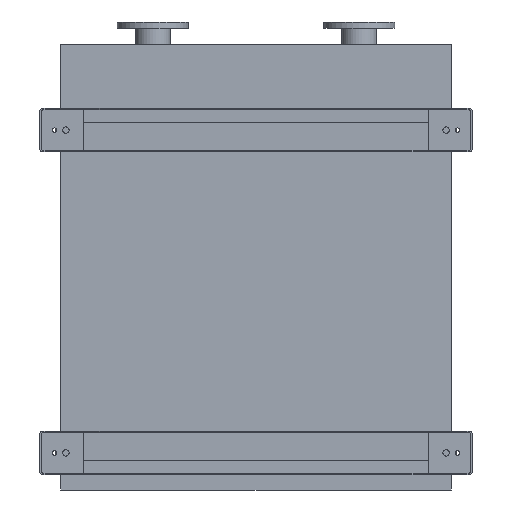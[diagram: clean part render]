
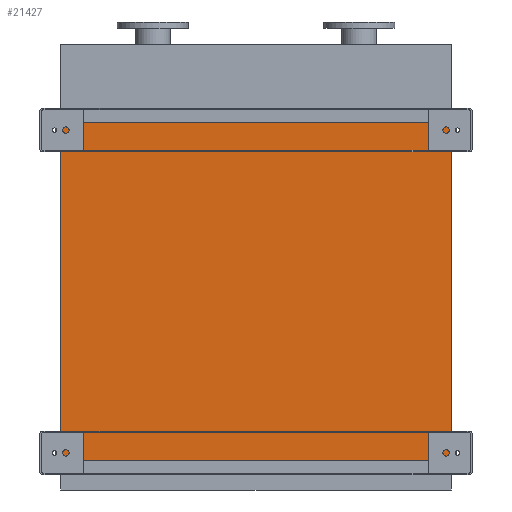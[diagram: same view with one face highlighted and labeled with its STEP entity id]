
A CAD part, front view. The second image highlights one B-rep face of the part: STEP entity #21427.
In plain terms, the highlighted planar face has unit normal (0, -1, 0).
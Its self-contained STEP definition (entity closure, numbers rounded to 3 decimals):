
#399 = LINE ( 'NONE', #16566, #9266 ) ;
#586 = ORIENTED_EDGE ( 'NONE', *, *, #12358, .F. ) ;
#725 = DIRECTION ( 'NONE',  ( 0., 0., 1. ) ) ;
#1617 = CARTESIAN_POINT ( 'NONE',  ( -605., 0., -1050. ) ) ;
#2172 = EDGE_CURVE ( 'NONE', #21081, #4338, #13917, .T. ) ;
#2344 = FACE_OUTER_BOUND ( 'NONE', #11310, .T. ) ;
#2507 = AXIS2_PLACEMENT_3D ( 'NONE', #3910, #16254, #5684 ) ;
#2853 = CARTESIAN_POINT ( 'NONE',  ( -605., 0., -1050. ) ) ;
#3473 = CARTESIAN_POINT ( 'NONE',  ( 605., 0., 0. ) ) ;
#3910 = CARTESIAN_POINT ( 'NONE',  ( -605., 0., -1050. ) ) ;
#4338 = VERTEX_POINT ( 'NONE', #6492 ) ;
#4424 = ORIENTED_EDGE ( 'NONE', *, *, #2172, .T. ) ;
#4482 = ORIENTED_EDGE ( 'NONE', *, *, #12920, .T. ) ;
#5263 = LINE ( 'NONE', #12035, #14099 ) ;
#5616 = PLANE ( 'NONE',  #2507 ) ;
#5660 = CARTESIAN_POINT ( 'NONE',  ( -605., 0., 0. ) ) ;
#5684 = DIRECTION ( 'NONE',  ( 0., 0., -1. ) ) ;
#6492 = CARTESIAN_POINT ( 'NONE',  ( 605., 0., -1050. ) ) ;
#8748 = DIRECTION ( 'NONE',  ( 1., 0., 0. ) ) ;
#9217 = VECTOR ( 'NONE', #8748, 1000. ) ;
#9266 = VECTOR ( 'NONE', #725, 1000. ) ;
#11081 = DIRECTION ( 'NONE',  ( 0., 0., 1. ) ) ;
#11310 = EDGE_LOOP ( 'NONE', ( #13200, #586, #4424, #4482 ) ) ;
#12035 = CARTESIAN_POINT ( 'NONE',  ( -605., 0., 0. ) ) ;
#12358 = EDGE_CURVE ( 'NONE', #21081, #22014, #399, .T. ) ;
#12920 = EDGE_CURVE ( 'NONE', #4338, #22263, #21675, .T. ) ;
#13200 = ORIENTED_EDGE ( 'NONE', *, *, #16197, .F. ) ;
#13743 = DIRECTION ( 'NONE',  ( 1., 0., 0. ) ) ;
#13917 = LINE ( 'NONE', #1617, #9217 ) ;
#14099 = VECTOR ( 'NONE', #13743, 1000. ) ;
#16197 = EDGE_CURVE ( 'NONE', #22014, #22263, #5263, .T. ) ;
#16254 = DIRECTION ( 'NONE',  ( 0., -1., 0. ) ) ;
#16324 = CARTESIAN_POINT ( 'NONE',  ( 605., 0., -1050. ) ) ;
#16566 = CARTESIAN_POINT ( 'NONE',  ( -605., 0., -1050. ) ) ;
#16955 = VECTOR ( 'NONE', #11081, 1000. ) ;
#21081 = VERTEX_POINT ( 'NONE', #2853 ) ;
#21427 = ADVANCED_FACE ( 'NONE', ( #2344 ), #5616, .T. ) ;
#21675 = LINE ( 'NONE', #16324, #16955 ) ;
#22014 = VERTEX_POINT ( 'NONE', #5660 ) ;
#22263 = VERTEX_POINT ( 'NONE', #3473 ) ;
